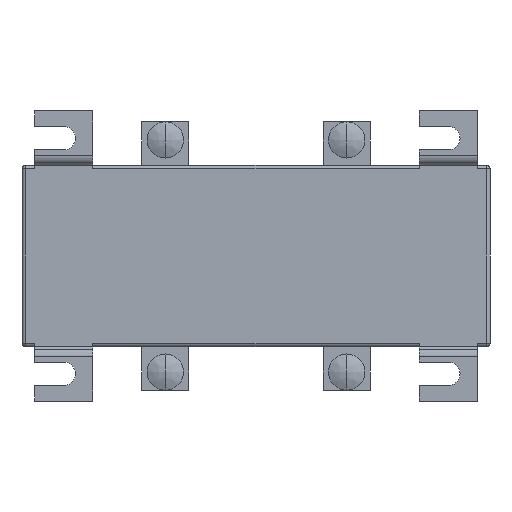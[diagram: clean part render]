
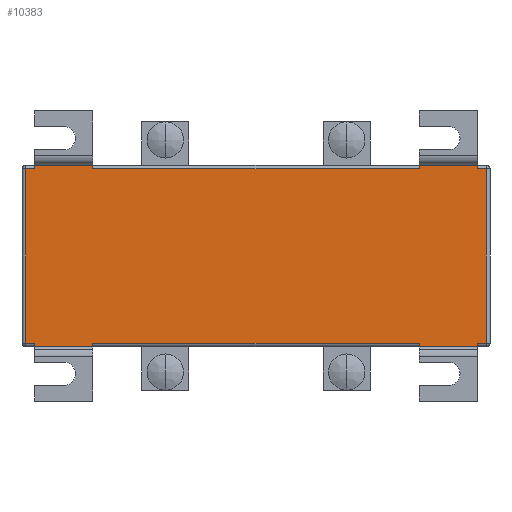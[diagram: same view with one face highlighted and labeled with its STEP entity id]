
A CAD part, front view. The second image highlights one B-rep face of the part: STEP entity #10383.
In plain terms, the highlighted planar face has unit normal (0, -1, 0).
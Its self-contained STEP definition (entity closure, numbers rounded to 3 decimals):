
#4016=DIRECTION('',(-1.,0.,0.));
#4017=VECTOR('',#4016,90.);
#4018=CARTESIAN_POINT('',(45.,-75.,24.));
#4019=LINE('',#4018,#4017);
#4023=DIRECTION('',(0.,0.,1.));
#4024=VECTOR('',#4023,1.);
#4025=CARTESIAN_POINT('',(45.,-75.,24.));
#4026=LINE('',#4025,#4024);
#4030=DIRECTION('',(1.,0.,0.));
#4031=VECTOR('',#4030,16.);
#4032=CARTESIAN_POINT('',(45.,-75.,25.));
#4033=LINE('',#4032,#4031);
#4037=DIRECTION('',(0.,0.,1.));
#4038=VECTOR('',#4037,1.);
#4039=CARTESIAN_POINT('',(61.,-75.,24.));
#4040=LINE('',#4039,#4038);
#4044=DIRECTION('',(1.,0.,0.));
#4045=VECTOR('',#4044,2.5);
#4046=CARTESIAN_POINT('',(61.,-75.,24.));
#4047=LINE('',#4046,#4045);
#4051=DIRECTION('',(0.,0.,-1.));
#4052=VECTOR('',#4051,48.);
#4053=CARTESIAN_POINT('',(63.5,-75.,24.));
#4054=LINE('',#4053,#4052);
#4058=DIRECTION('',(-1.,0.,0.));
#4059=VECTOR('',#4058,2.5);
#4060=CARTESIAN_POINT('',(63.5,-75.,-24.));
#4061=LINE('',#4060,#4059);
#4065=DIRECTION('',(0.,0.,1.));
#4066=VECTOR('',#4065,1.);
#4067=CARTESIAN_POINT('',(61.,-75.,-25.));
#4068=LINE('',#4067,#4066);
#4072=DIRECTION('',(1.,0.,0.));
#4073=VECTOR('',#4072,16.);
#4074=CARTESIAN_POINT('',(45.,-75.,-25.));
#4075=LINE('',#4074,#4073);
#4079=DIRECTION('',(0.,0.,-1.));
#4080=VECTOR('',#4079,1.);
#4081=CARTESIAN_POINT('',(45.,-75.,-24.));
#4082=LINE('',#4081,#4080);
#4086=DIRECTION('',(1.,0.,0.));
#4087=VECTOR('',#4086,90.);
#4088=CARTESIAN_POINT('',(-45.,-75.,-24.));
#4089=LINE('',#4088,#4087);
#4093=DIRECTION('',(0.,0.,-1.));
#4094=VECTOR('',#4093,1.);
#4095=CARTESIAN_POINT('',(-45.,-75.,-24.));
#4096=LINE('',#4095,#4094);
#4100=DIRECTION('',(1.,0.,0.));
#4101=VECTOR('',#4100,16.);
#4102=CARTESIAN_POINT('',(-61.,-75.,-25.));
#4103=LINE('',#4102,#4101);
#4107=DIRECTION('',(0.,0.,-1.));
#4108=VECTOR('',#4107,1.);
#4109=CARTESIAN_POINT('',(-61.,-75.,-24.));
#4110=LINE('',#4109,#4108);
#4114=DIRECTION('',(-1.,0.,0.));
#4115=VECTOR('',#4114,2.5);
#4116=CARTESIAN_POINT('',(-61.,-75.,-24.));
#4117=LINE('',#4116,#4115);
#4121=DIRECTION('',(0.,0.,-1.));
#4122=VECTOR('',#4121,48.);
#4123=CARTESIAN_POINT('',(-63.5,-75.,24.));
#4124=LINE('',#4123,#4122);
#4128=DIRECTION('',(1.,0.,0.));
#4129=VECTOR('',#4128,2.5);
#4130=CARTESIAN_POINT('',(-63.5,-75.,24.));
#4131=LINE('',#4130,#4129);
#4135=DIRECTION('',(0.,0.,1.));
#4136=VECTOR('',#4135,1.);
#4137=CARTESIAN_POINT('',(-61.,-75.,24.));
#4138=LINE('',#4137,#4136);
#4142=DIRECTION('',(1.,0.,0.));
#4143=VECTOR('',#4142,16.);
#4144=CARTESIAN_POINT('',(-61.,-75.,25.));
#4145=LINE('',#4144,#4143);
#4149=DIRECTION('',(0.,0.,1.));
#4150=VECTOR('',#4149,1.);
#4151=CARTESIAN_POINT('',(-45.,-75.,24.));
#4152=LINE('',#4151,#4150);
#7270=CARTESIAN_POINT('',(45.,-75.,24.));
#7271=CARTESIAN_POINT('',(-45.,-75.,24.));
#7272=VERTEX_POINT('',#7270);
#7273=VERTEX_POINT('',#7271);
#7274=CARTESIAN_POINT('',(45.,-75.,25.));
#7275=VERTEX_POINT('',#7274);
#7276=CARTESIAN_POINT('',(-45.,-75.,25.));
#7277=VERTEX_POINT('',#7276);
#7314=CARTESIAN_POINT('',(-63.5,-75.,24.));
#7315=CARTESIAN_POINT('',(-63.5,-75.,-24.));
#7316=VERTEX_POINT('',#7314);
#7317=VERTEX_POINT('',#7315);
#7362=CARTESIAN_POINT('',(63.5,-75.,24.));
#7363=CARTESIAN_POINT('',(63.5,-75.,-24.));
#7364=VERTEX_POINT('',#7362);
#7365=VERTEX_POINT('',#7363);
#7370=CARTESIAN_POINT('',(61.,-75.,24.));
#7371=VERTEX_POINT('',#7370);
#7372=CARTESIAN_POINT('',(61.,-75.,-25.));
#7373=CARTESIAN_POINT('',(61.,-75.,-24.));
#7374=VERTEX_POINT('',#7372);
#7375=VERTEX_POINT('',#7373);
#7394=CARTESIAN_POINT('',(61.,-75.,25.));
#7395=VERTEX_POINT('',#7394);
#7396=CARTESIAN_POINT('',(-61.,-75.,25.));
#7397=VERTEX_POINT('',#7396);
#7414=CARTESIAN_POINT('',(-61.,-75.,24.));
#7415=VERTEX_POINT('',#7414);
#7420=CARTESIAN_POINT('',(-61.,-75.,-24.));
#7421=VERTEX_POINT('',#7420);
#7464=CARTESIAN_POINT('',(-61.,-75.,-25.));
#7465=VERTEX_POINT('',#7464);
#7470=CARTESIAN_POINT('',(-45.,-75.,-24.));
#7471=CARTESIAN_POINT('',(45.,-75.,-24.));
#7472=VERTEX_POINT('',#7470);
#7473=VERTEX_POINT('',#7471);
#7474=CARTESIAN_POINT('',(-45.,-75.,-25.));
#7475=VERTEX_POINT('',#7474);
#7476=CARTESIAN_POINT('',(45.,-75.,-25.));
#7477=VERTEX_POINT('',#7476);
#10338=CARTESIAN_POINT('',(-64.5,-75.,-25.));
#10339=DIRECTION('',(0.,-1.,0.));
#10340=DIRECTION('',(1.,0.,0.));
#10341=AXIS2_PLACEMENT_3D('',#10338,#10339,#10340);
#10342=PLANE('',#10341);
#10344=ORIENTED_EDGE('',*,*,#10343,.F.);
#10346=ORIENTED_EDGE('',*,*,#10345,.T.);
#10348=ORIENTED_EDGE('',*,*,#10347,.T.);
#10350=ORIENTED_EDGE('',*,*,#10349,.F.);
#10351=ORIENTED_EDGE('',*,*,#9610,.T.);
#10353=ORIENTED_EDGE('',*,*,#10352,.T.);
#10355=ORIENTED_EDGE('',*,*,#10354,.T.);
#10357=ORIENTED_EDGE('',*,*,#10356,.F.);
#10359=ORIENTED_EDGE('',*,*,#10358,.F.);
#10361=ORIENTED_EDGE('',*,*,#10360,.F.);
#10363=ORIENTED_EDGE('',*,*,#10362,.F.);
#10365=ORIENTED_EDGE('',*,*,#10364,.T.);
#10367=ORIENTED_EDGE('',*,*,#10366,.F.);
#10369=ORIENTED_EDGE('',*,*,#10368,.F.);
#10371=ORIENTED_EDGE('',*,*,#10370,.T.);
#10372=ORIENTED_EDGE('',*,*,#10317,.F.);
#10374=ORIENTED_EDGE('',*,*,#10373,.T.);
#10376=ORIENTED_EDGE('',*,*,#10375,.T.);
#10378=ORIENTED_EDGE('',*,*,#10377,.T.);
#10380=ORIENTED_EDGE('',*,*,#10379,.F.);
#10381=EDGE_LOOP('',(#10344,#10346,#10348,#10350,#10351,#10353,#10355,#10357,
#10359,#10361,#10363,#10365,#10367,#10369,#10371,#10372,#10374,#10376,#10378,
#10380));
#10382=FACE_OUTER_BOUND('',#10381,.F.);
#9610=EDGE_CURVE('',#7371,#7364,#4047,.T.);
#10317=EDGE_CURVE('',#7316,#7317,#4124,.T.);
#10343=EDGE_CURVE('',#7272,#7273,#4019,.T.);
#10345=EDGE_CURVE('',#7272,#7275,#4026,.T.);
#10347=EDGE_CURVE('',#7275,#7395,#4033,.T.);
#10349=EDGE_CURVE('',#7371,#7395,#4040,.T.);
#10352=EDGE_CURVE('',#7364,#7365,#4054,.T.);
#10354=EDGE_CURVE('',#7365,#7375,#4061,.T.);
#10356=EDGE_CURVE('',#7374,#7375,#4068,.T.);
#10358=EDGE_CURVE('',#7477,#7374,#4075,.T.);
#10360=EDGE_CURVE('',#7473,#7477,#4082,.T.);
#10362=EDGE_CURVE('',#7472,#7473,#4089,.T.);
#10364=EDGE_CURVE('',#7472,#7475,#4096,.T.);
#10366=EDGE_CURVE('',#7465,#7475,#4103,.T.);
#10368=EDGE_CURVE('',#7421,#7465,#4110,.T.);
#10370=EDGE_CURVE('',#7421,#7317,#4117,.T.);
#10373=EDGE_CURVE('',#7316,#7415,#4131,.T.);
#10375=EDGE_CURVE('',#7415,#7397,#4138,.T.);
#10377=EDGE_CURVE('',#7397,#7277,#4145,.T.);
#10379=EDGE_CURVE('',#7273,#7277,#4152,.T.);
#10383=ADVANCED_FACE('',(#10382),#10342,.T.);
